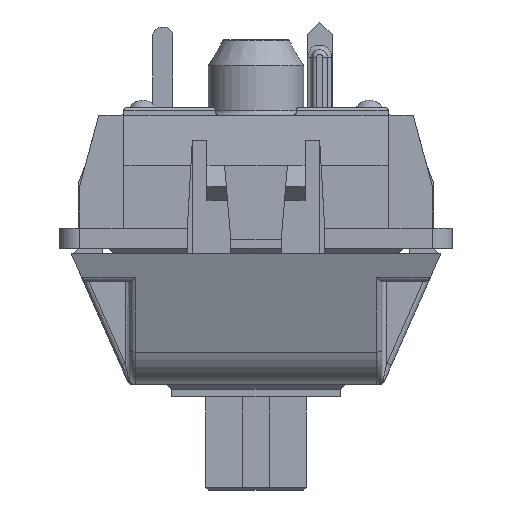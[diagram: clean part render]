
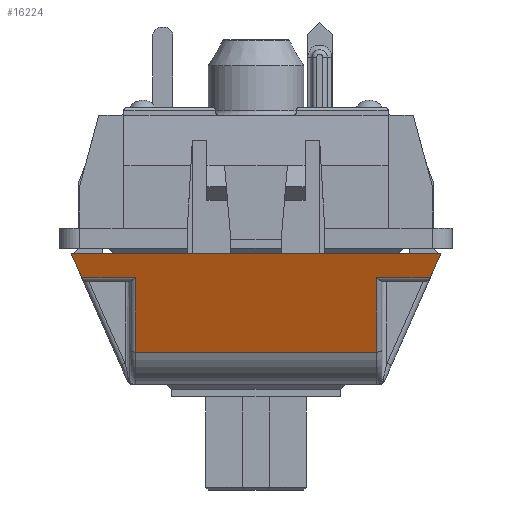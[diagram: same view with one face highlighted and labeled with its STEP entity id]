
A CAD part, left-side view. The second image highlights one B-rep face of the part: STEP entity #16224.
In plain terms, the highlighted planar face has unit normal (-0.933, 0, -0.359).
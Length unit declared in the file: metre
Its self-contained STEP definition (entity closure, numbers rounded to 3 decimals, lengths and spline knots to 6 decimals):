
#1329=LINE('',#32777,#3124);
#1334=LINE('',#32796,#3129);
#1346=LINE('',#32921,#3141);
#1351=LINE('',#33000,#3146);
#1508=LINE('',#33629,#3303);
#1510=LINE('',#33639,#3305);
#1582=LINE('',#33813,#3377);
#1583=LINE('',#33815,#3378);
#3124=VECTOR('',#20603,1.);
#3129=VECTOR('',#20622,1.);
#3141=VECTOR('',#20680,1.);
#3146=VECTOR('',#20711,1.);
#3303=VECTOR('',#21174,1.);
#3305=VECTOR('',#21184,1.);
#3377=VECTOR('',#21360,1.);
#3378=VECTOR('',#21363,1.);
#8012=ORIENTED_EDGE('',*,*,#10895,.T.);
#8013=ORIENTED_EDGE('',*,*,#10890,.F.);
#8014=ORIENTED_EDGE('',*,*,#10983,.T.);
#8015=ORIENTED_EDGE('',*,*,#10641,.F.);
#8016=ORIENTED_EDGE('',*,*,#10611,.T.);
#8017=ORIENTED_EDGE('',*,*,#10602,.T.);
#8018=ORIENTED_EDGE('',*,*,#10655,.F.);
#8019=ORIENTED_EDGE('',*,*,#10982,.T.);
#10602=EDGE_CURVE('',#12436,#12439,#1329,.T.);
#10611=EDGE_CURVE('',#12447,#12436,#1334,.T.);
#10641=EDGE_CURVE('',#12447,#12467,#1346,.T.);
#10655=EDGE_CURVE('',#12474,#12439,#1351,.T.);
#10890=EDGE_CURVE('',#12616,#12617,#1508,.T.);
#10895=EDGE_CURVE('',#12619,#12617,#1510,.T.);
#10982=EDGE_CURVE('',#12474,#12619,#1582,.T.);
#10983=EDGE_CURVE('',#12616,#12467,#1583,.T.);
#12436=VERTEX_POINT('',#32770);
#12439=VERTEX_POINT('',#32776);
#12447=VERTEX_POINT('',#32797);
#12467=VERTEX_POINT('',#32922);
#12474=VERTEX_POINT('',#33001);
#12616=VERTEX_POINT('',#33628);
#12617=VERTEX_POINT('',#33630);
#12619=VERTEX_POINT('',#33635);
#13779=EDGE_LOOP('',(#8012,#8013,#8014,#8015,#8016,#8017,#8018,#8019));
#14729=FACE_BOUND('',#13779,.T.);
#15415=PLANE('',#17531);
#16224=ADVANCED_FACE('',(#14729),#15415,.T.);
#17531=AXIS2_PLACEMENT_3D('',#33814,#21361,#21362);
#20603=DIRECTION('',(0.359,0.,-0.933));
#20622=DIRECTION('',(0.,-1.,0.));
#20680=DIRECTION('',(-0.332,0.382,0.863));
#20711=DIRECTION('',(0.,1.,0.));
#21174=DIRECTION('',(0.332,0.382,-0.863));
#21184=DIRECTION('',(0.,-1.,0.));
#21360=DIRECTION('',(-0.359,0.,0.933));
#21361=DIRECTION('',(-0.933,0.,-0.359));
#21362=DIRECTION('',(-0.359,0.,0.933));
#21363=DIRECTION('',(0.,1.,0.));
#32770=CARTESIAN_POINT('',(-0.027598,0.019507,-0.0299));
#32776=CARTESIAN_POINT('',(-0.023062,0.019507,-0.041686));
#32777=CARTESIAN_POINT('',(-0.027598,0.019507,-0.0299));
#32796=CARTESIAN_POINT('',(-0.027598,0.027987,-0.0299));
#32797=CARTESIAN_POINT('',(-0.027598,0.027987,-0.0299));
#32921=CARTESIAN_POINT('',(-0.022292,0.021887,-0.043686));
#32922=CARTESIAN_POINT('',(-0.029093,0.029707,-0.026014));
#33000=CARTESIAN_POINT('',(-0.023062,-0.018893,-0.041686));
#33001=CARTESIAN_POINT('',(-0.023062,-0.018893,-0.041686));
#33628=CARTESIAN_POINT('',(-0.029093,-0.029093,-0.026014));
#33629=CARTESIAN_POINT('',(-0.022292,-0.021272,-0.043686));
#33630=CARTESIAN_POINT('',(-0.027598,-0.027373,-0.0299));
#33635=CARTESIAN_POINT('',(-0.027598,-0.018893,-0.0299));
#33639=CARTESIAN_POINT('',(-0.027598,-0.018893,-0.0299));
#33813=CARTESIAN_POINT('',(-0.023062,-0.018893,-0.041686));
#33814=CARTESIAN_POINT('',(-0.025091,0.000307,-0.036414));
#33815=CARTESIAN_POINT('',(-0.029094,0.000307,-0.026013));
